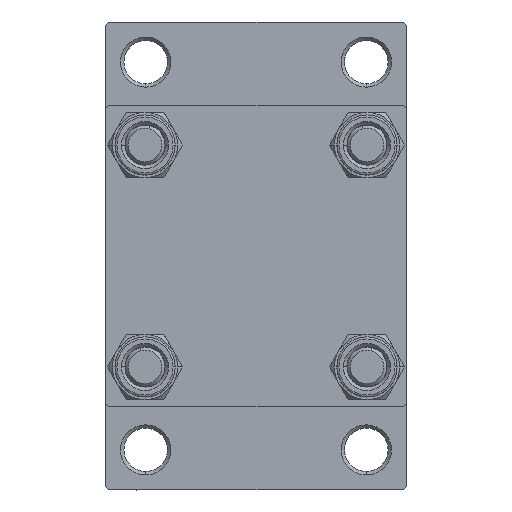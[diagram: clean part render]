
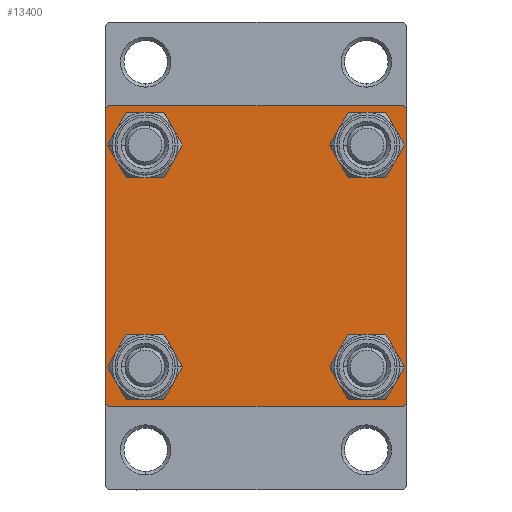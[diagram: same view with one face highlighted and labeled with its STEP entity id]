
A CAD part, left-side view. The second image highlights one B-rep face of the part: STEP entity #13400.
In plain terms, the highlighted planar face has unit normal (-1, 0, 0).
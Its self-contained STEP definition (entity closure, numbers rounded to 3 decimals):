
#218 = DIRECTION ( 'NONE',  ( 1., 0., 0. ) ) ;
#367 = ORIENTED_EDGE ( 'NONE', *, *, #3088, .T. ) ;
#451 = AXIS2_PLACEMENT_3D ( 'NONE', #22969, #477, #41332 ) ;
#477 = DIRECTION ( 'NONE',  ( 1., 0., 0. ) ) ;
#589 = VECTOR ( 'NONE', #14994, 1000. ) ;
#697 = DIRECTION ( 'NONE',  ( 0., 0., 1. ) ) ;
#804 = CARTESIAN_POINT ( 'NONE',  ( 0., 16.6, -20.1 ) ) ;
#1020 = VERTEX_POINT ( 'NONE', #37345 ) ;
#1334 = EDGE_LOOP ( 'NONE', ( #47582, #44525 ) ) ;
#1511 = CARTESIAN_POINT ( 'NONE',  ( 0., -16.6, 13.1 ) ) ;
#1621 = EDGE_CURVE ( 'NONE', #21718, #25069, #25146, .T. ) ;
#2063 = CARTESIAN_POINT ( 'NONE',  ( 0., -22.25, 22.25 ) ) ;
#2116 = AXIS2_PLACEMENT_3D ( 'NONE', #36967, #218, #697 ) ;
#2315 = DIRECTION ( 'NONE',  ( 1., 0., 0. ) ) ;
#2336 = CARTESIAN_POINT ( 'NONE',  ( 0., 16.6, 13.1 ) ) ;
#2881 = ORIENTED_EDGE ( 'NONE', *, *, #16933, .T. ) ;
#3001 = FACE_BOUND ( 'NONE', #1334, .T. ) ;
#3088 = EDGE_CURVE ( 'NONE', #18932, #16962, #43117, .T. ) ;
#3300 = EDGE_CURVE ( 'NONE', #35825, #28615, #37557, .T. ) ;
#3814 = CARTESIAN_POINT ( 'NONE',  ( 0., -16.6, -13.1 ) ) ;
#3899 = LINE ( 'NONE', #29760, #13684 ) ;
#4181 = CARTESIAN_POINT ( 'NONE',  ( 0., 16.6, -13.1 ) ) ;
#4554 = AXIS2_PLACEMENT_3D ( 'NONE', #32242, #17063, #24538 ) ;
#4928 = EDGE_CURVE ( 'NONE', #16962, #47463, #3899, .T. ) ;
#5273 = EDGE_CURVE ( 'NONE', #28615, #35825, #25317, .T. ) ;
#5413 = CARTESIAN_POINT ( 'NONE',  ( 0., -22.5, 22.5 ) ) ;
#5693 = CARTESIAN_POINT ( 'NONE',  ( 0., 22.5, -22. ) ) ;
#6094 = EDGE_CURVE ( 'NONE', #36047, #18932, #21991, .T. ) ;
#6229 = ORIENTED_EDGE ( 'NONE', *, *, #6094, .T. ) ;
#8254 = AXIS2_PLACEMENT_3D ( 'NONE', #9840, #35722, #16651 ) ;
#8477 = VERTEX_POINT ( 'NONE', #2336 ) ;
#8793 = DIRECTION ( 'NONE',  ( 0., 0., -1. ) ) ;
#9166 = VERTEX_POINT ( 'NONE', #1511 ) ;
#9250 = VERTEX_POINT ( 'NONE', #27386 ) ;
#9840 = CARTESIAN_POINT ( 'NONE',  ( 0., 16.6, -16.6 ) ) ;
#9942 = CIRCLE ( 'NONE', #23069, 3.5 ) ;
#9988 = CARTESIAN_POINT ( 'NONE',  ( 0., 22.5, 22.5 ) ) ;
#10270 = ORIENTED_EDGE ( 'NONE', *, *, #4928, .T. ) ;
#11162 = DIRECTION ( 'NONE',  ( 0., -0.707, -0.707 ) ) ;
#11615 = ORIENTED_EDGE ( 'NONE', *, *, #23898, .T. ) ;
#12203 = EDGE_CURVE ( 'NONE', #8477, #17300, #9942, .T. ) ;
#12292 = DIRECTION ( 'NONE',  ( 0., -1., 0. ) ) ;
#12385 = CARTESIAN_POINT ( 'NONE',  ( 0., -22., 22.5 ) ) ;
#12525 = CIRCLE ( 'NONE', #24088, 3.5 ) ;
#13103 = DIRECTION ( 'NONE',  ( 1., 0., 0. ) ) ;
#13174 = AXIS2_PLACEMENT_3D ( 'NONE', #46653, #28282, #46177 ) ;
#13317 = ORIENTED_EDGE ( 'NONE', *, *, #3300, .T. ) ;
#13400 = ADVANCED_FACE ( 'NONE', ( #3001, #17775, #13424, #17305, #28158 ), #35412, .T. ) ;
#13424 = FACE_BOUND ( 'NONE', #40346, .T. ) ;
#13684 = VECTOR ( 'NONE', #11162, 1000. ) ;
#13835 = LINE ( 'NONE', #28565, #19480 ) ;
#14339 = DIRECTION ( 'NONE',  ( 0., 0., -1. ) ) ;
#14972 = CARTESIAN_POINT ( 'NONE',  ( 0., 22., 22.5 ) ) ;
#14994 = DIRECTION ( 'NONE',  ( 0., 0.707, -0.707 ) ) ;
#15011 = EDGE_CURVE ( 'NONE', #17300, #8477, #43262, .T. ) ;
#16651 = DIRECTION ( 'NONE',  ( 0., 0., 1. ) ) ;
#16933 = EDGE_CURVE ( 'NONE', #47253, #33961, #32022, .T. ) ;
#16962 = VERTEX_POINT ( 'NONE', #5693 ) ;
#17063 = DIRECTION ( 'NONE',  ( -1., 0., 0. ) ) ;
#17300 = VERTEX_POINT ( 'NONE', #32916 ) ;
#17305 = FACE_BOUND ( 'NONE', #43900, .T. ) ;
#17536 = AXIS2_PLACEMENT_3D ( 'NONE', #41624, #13103, #23982 ) ;
#17657 = EDGE_LOOP ( 'NONE', ( #367, #10270, #11615, #41964, #43662, #2881, #42041, #6229 ) ) ;
#17775 = FACE_BOUND ( 'NONE', #31054, .T. ) ;
#18050 = DIRECTION ( 'NONE',  ( 1., 0., 0. ) ) ;
#18783 = ORIENTED_EDGE ( 'NONE', *, *, #5273, .T. ) ;
#18932 = VERTEX_POINT ( 'NONE', #22668 ) ;
#19089 = ORIENTED_EDGE ( 'NONE', *, *, #12203, .T. ) ;
#19480 = VECTOR ( 'NONE', #34208, 1000. ) ;
#20269 = LINE ( 'NONE', #45395, #25495 ) ;
#21718 = VERTEX_POINT ( 'NONE', #4181 ) ;
#21991 = LINE ( 'NONE', #30422, #589 ) ;
#22668 = CARTESIAN_POINT ( 'NONE',  ( 0., 22.5, 22. ) ) ;
#22969 = CARTESIAN_POINT ( 'NONE',  ( 0., 16.6, -16.6 ) ) ;
#23069 = AXIS2_PLACEMENT_3D ( 'NONE', #33542, #32816, #47564 ) ;
#23898 = EDGE_CURVE ( 'NONE', #47463, #1020, #13835, .T. ) ;
#23982 = DIRECTION ( 'NONE',  ( 0., 0., 1. ) ) ;
#24088 = AXIS2_PLACEMENT_3D ( 'NONE', #28896, #2315, #43642 ) ;
#24196 = CARTESIAN_POINT ( 'NONE',  ( 0., -16.6, -20.1 ) ) ;
#24538 = DIRECTION ( 'NONE',  ( 0., 0., 1. ) ) ;
#25069 = VERTEX_POINT ( 'NONE', #804 ) ;
#25146 = CIRCLE ( 'NONE', #451, 3.5 ) ;
#25188 = VECTOR ( 'NONE', #8793, 1000. ) ;
#25317 = CIRCLE ( 'NONE', #2116, 3.5 ) ;
#25495 = VECTOR ( 'NONE', #12292, 1000. ) ;
#26035 = CIRCLE ( 'NONE', #29101, 3.5 ) ;
#27386 = CARTESIAN_POINT ( 'NONE',  ( 0., -22.5, -22. ) ) ;
#27399 = CARTESIAN_POINT ( 'NONE',  ( 0., -16.6, 20.1 ) ) ;
#28088 = EDGE_CURVE ( 'NONE', #47253, #9250, #30780, .T. ) ;
#28158 = FACE_OUTER_BOUND ( 'NONE', #17657, .T. ) ;
#28282 = DIRECTION ( 'NONE',  ( 1., 0., 0. ) ) ;
#28565 = CARTESIAN_POINT ( 'NONE',  ( 0., 22.5, -22.5 ) ) ;
#28615 = VERTEX_POINT ( 'NONE', #3814 ) ;
#28786 = ORIENTED_EDGE ( 'NONE', *, *, #30509, .T. ) ;
#28896 = CARTESIAN_POINT ( 'NONE',  ( 0., -16.6, 16.6 ) ) ;
#29101 = AXIS2_PLACEMENT_3D ( 'NONE', #36403, #18050, #29376 ) ;
#29376 = DIRECTION ( 'NONE',  ( 0., 0., 1. ) ) ;
#29760 = CARTESIAN_POINT ( 'NONE',  ( 0., 22.25, -22.25 ) ) ;
#30422 = CARTESIAN_POINT ( 'NONE',  ( 0., 22.25, 22.25 ) ) ;
#30509 = EDGE_CURVE ( 'NONE', #25069, #21718, #45286, .T. ) ;
#30780 = LINE ( 'NONE', #5413, #25188 ) ;
#31054 = EDGE_LOOP ( 'NONE', ( #18783, #13317 ) ) ;
#32022 = LINE ( 'NONE', #2063, #47135 ) ;
#32242 = CARTESIAN_POINT ( 'NONE',  ( 0., 0., 0. ) ) ;
#32816 = DIRECTION ( 'NONE',  ( 1., 0., 0. ) ) ;
#32916 = CARTESIAN_POINT ( 'NONE',  ( 0., 16.6, 20.1 ) ) ;
#33542 = CARTESIAN_POINT ( 'NONE',  ( 0., 16.6, 16.6 ) ) ;
#33961 = VERTEX_POINT ( 'NONE', #12385 ) ;
#34208 = DIRECTION ( 'NONE',  ( 0., -1., 0. ) ) ;
#34410 = EDGE_CURVE ( 'NONE', #38875, #9166, #26035, .T. ) ;
#35220 = ORIENTED_EDGE ( 'NONE', *, *, #1621, .T. ) ;
#35412 = PLANE ( 'NONE',  #4554 ) ;
#35467 = CARTESIAN_POINT ( 'NONE',  ( 0., 22., -22.5 ) ) ;
#35722 = DIRECTION ( 'NONE',  ( 1., 0., 0. ) ) ;
#35825 = VERTEX_POINT ( 'NONE', #24196 ) ;
#36047 = VERTEX_POINT ( 'NONE', #14972 ) ;
#36383 = CARTESIAN_POINT ( 'NONE',  ( 0., -22.25, -22.25 ) ) ;
#36403 = CARTESIAN_POINT ( 'NONE',  ( 0., -16.6, 16.6 ) ) ;
#36621 = DIRECTION ( 'NONE',  ( 0., -0.707, 0.707 ) ) ;
#36967 = CARTESIAN_POINT ( 'NONE',  ( 0., -16.6, -16.6 ) ) ;
#37345 = CARTESIAN_POINT ( 'NONE',  ( 0., -22., -22.5 ) ) ;
#37557 = CIRCLE ( 'NONE', #17536, 3.5 ) ;
#38173 = ORIENTED_EDGE ( 'NONE', *, *, #15011, .T. ) ;
#38447 = CARTESIAN_POINT ( 'NONE',  ( 0., -22.5, 22. ) ) ;
#38718 = VECTOR ( 'NONE', #36621, 1000. ) ;
#38875 = VERTEX_POINT ( 'NONE', #27399 ) ;
#40248 = LINE ( 'NONE', #36383, #38718 ) ;
#40346 = EDGE_LOOP ( 'NONE', ( #35220, #28786 ) ) ;
#40623 = EDGE_CURVE ( 'NONE', #36047, #33961, #20269, .T. ) ;
#41332 = DIRECTION ( 'NONE',  ( 0., 0., 1. ) ) ;
#41624 = CARTESIAN_POINT ( 'NONE',  ( 0., -16.6, -16.6 ) ) ;
#41964 = ORIENTED_EDGE ( 'NONE', *, *, #44568, .T. ) ;
#42041 = ORIENTED_EDGE ( 'NONE', *, *, #40623, .F. ) ;
#42196 = VECTOR ( 'NONE', #14339, 1000. ) ;
#43117 = LINE ( 'NONE', #9988, #42196 ) ;
#43262 = CIRCLE ( 'NONE', #13174, 3.5 ) ;
#43642 = DIRECTION ( 'NONE',  ( 0., 0., 1. ) ) ;
#43662 = ORIENTED_EDGE ( 'NONE', *, *, #28088, .F. ) ;
#43900 = EDGE_LOOP ( 'NONE', ( #38173, #19089 ) ) ;
#44525 = ORIENTED_EDGE ( 'NONE', *, *, #45383, .T. ) ;
#44568 = EDGE_CURVE ( 'NONE', #1020, #9250, #40248, .T. ) ;
#45286 = CIRCLE ( 'NONE', #8254, 3.5 ) ;
#45383 = EDGE_CURVE ( 'NONE', #9166, #38875, #12525, .T. ) ;
#45395 = CARTESIAN_POINT ( 'NONE',  ( 0., 22.5, 22.5 ) ) ;
#46056 = DIRECTION ( 'NONE',  ( 0., 0.707, 0.707 ) ) ;
#46177 = DIRECTION ( 'NONE',  ( 0., 0., 1. ) ) ;
#46653 = CARTESIAN_POINT ( 'NONE',  ( 0., 16.6, 16.6 ) ) ;
#47135 = VECTOR ( 'NONE', #46056, 1000. ) ;
#47253 = VERTEX_POINT ( 'NONE', #38447 ) ;
#47463 = VERTEX_POINT ( 'NONE', #35467 ) ;
#47564 = DIRECTION ( 'NONE',  ( 0., 0., 1. ) ) ;
#47582 = ORIENTED_EDGE ( 'NONE', *, *, #34410, .T. ) ;
